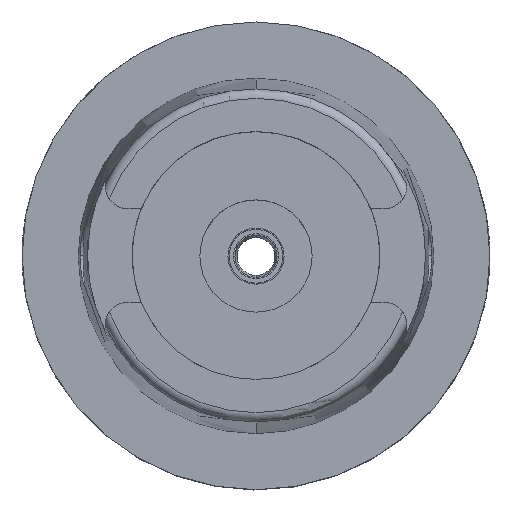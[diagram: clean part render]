
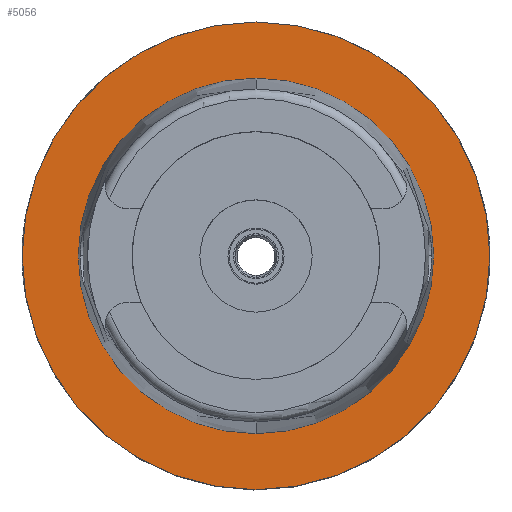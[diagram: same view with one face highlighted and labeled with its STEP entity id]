
A CAD part, top view. The second image highlights one B-rep face of the part: STEP entity #5056.
In plain terms, the highlighted planar face has unit normal (0, 0, 1).
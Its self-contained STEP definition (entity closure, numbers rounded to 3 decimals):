
#85 = EDGE_CURVE ( 'NONE', #1480, #178, #1033, .T. ) ;
#116 = AXIS2_PLACEMENT_3D ( 'NONE', #4750, #2186, #4779 ) ;
#128 = CARTESIAN_POINT ( 'NONE',  ( 0., 0., 0. ) ) ;
#178 = VERTEX_POINT ( 'NONE', #1719 ) ;
#233 = PLANE ( 'NONE',  #1394 ) ;
#414 = ORIENTED_EDGE ( 'NONE', *, *, #1458, .F. ) ;
#458 = CIRCLE ( 'NONE', #3254, 50. ) ;
#604 = EDGE_LOOP ( 'NONE', ( #4808, #414 ) ) ;
#810 = DIRECTION ( 'NONE',  ( 0., 1., 0. ) ) ;
#1033 = CIRCLE ( 'NONE', #4165, 50. ) ;
#1048 = DIRECTION ( 'NONE',  ( 0., 0., 1. ) ) ;
#1072 = CIRCLE ( 'NONE', #5383, 38. ) ;
#1394 = AXIS2_PLACEMENT_3D ( 'NONE', #128, #1048, #2766 ) ;
#1458 = EDGE_CURVE ( 'NONE', #2443, #3792, #4812, .T. ) ;
#1480 = VERTEX_POINT ( 'NONE', #3122 ) ;
#1719 = CARTESIAN_POINT ( 'NONE',  ( 0., 50., 0. ) ) ;
#1904 = ORIENTED_EDGE ( 'NONE', *, *, #85, .F. ) ;
#2186 = DIRECTION ( 'NONE',  ( 0., 0., 1. ) ) ;
#2261 = DIRECTION ( 'NONE',  ( 0., 0., -1. ) ) ;
#2443 = VERTEX_POINT ( 'NONE', #4915 ) ;
#2696 = EDGE_CURVE ( 'NONE', #178, #1480, #458, .T. ) ;
#2766 = DIRECTION ( 'NONE',  ( 1., 0., 0. ) ) ;
#2821 = CARTESIAN_POINT ( 'NONE',  ( 0., 0., 0. ) ) ;
#2987 = EDGE_CURVE ( 'NONE', #3792, #2443, #1072, .T. ) ;
#3122 = CARTESIAN_POINT ( 'NONE',  ( 0., -50., 0. ) ) ;
#3254 = AXIS2_PLACEMENT_3D ( 'NONE', #2821, #5327, #4483 ) ;
#3475 = DIRECTION ( 'NONE',  ( 0., -1., 0. ) ) ;
#3592 = FACE_BOUND ( 'NONE', #604, .T. ) ;
#3776 = ORIENTED_EDGE ( 'NONE', *, *, #2696, .F. ) ;
#3792 = VERTEX_POINT ( 'NONE', #4346 ) ;
#4101 = FACE_OUTER_BOUND ( 'NONE', #4548, .T. ) ;
#4165 = AXIS2_PLACEMENT_3D ( 'NONE', #4387, #2261, #3475 ) ;
#4346 = CARTESIAN_POINT ( 'NONE',  ( 0., 38., 0. ) ) ;
#4387 = CARTESIAN_POINT ( 'NONE',  ( 0., 0., 0. ) ) ;
#4483 = DIRECTION ( 'NONE',  ( 0., 1., 0. ) ) ;
#4548 = EDGE_LOOP ( 'NONE', ( #3776, #1904 ) ) ;
#4667 = DIRECTION ( 'NONE',  ( 0., 0., 1. ) ) ;
#4750 = CARTESIAN_POINT ( 'NONE',  ( 0., 0., 0. ) ) ;
#4779 = DIRECTION ( 'NONE',  ( 0., -1., 0. ) ) ;
#4808 = ORIENTED_EDGE ( 'NONE', *, *, #2987, .F. ) ;
#4812 = CIRCLE ( 'NONE', #116, 38. ) ;
#4915 = CARTESIAN_POINT ( 'NONE',  ( 0., -38., 0. ) ) ;
#5056 = ADVANCED_FACE ( 'NONE', ( #4101, #3592 ), #233, .T. ) ;
#5094 = CARTESIAN_POINT ( 'NONE',  ( 0., 0., 0. ) ) ;
#5327 = DIRECTION ( 'NONE',  ( 0., 0., -1. ) ) ;
#5383 = AXIS2_PLACEMENT_3D ( 'NONE', #5094, #4667, #810 ) ;
